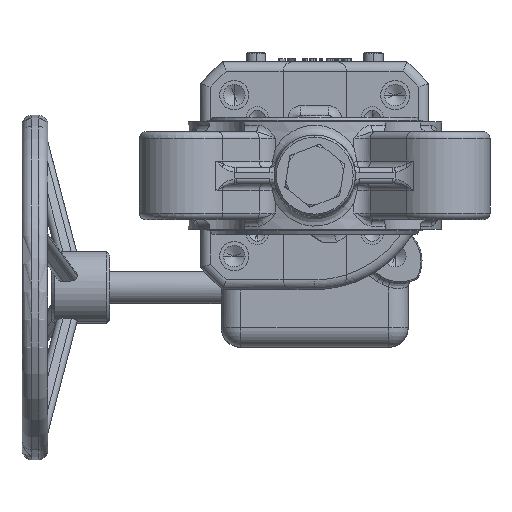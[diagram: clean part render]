
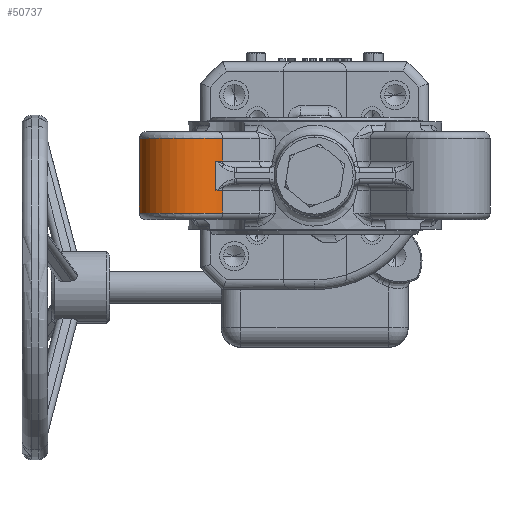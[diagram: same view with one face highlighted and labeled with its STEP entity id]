
A CAD part, front view. The second image highlights one B-rep face of the part: STEP entity #50737.
In plain terms, the highlighted cylindrical face has radius 15 mm (diameter 30 mm), a partial arc.
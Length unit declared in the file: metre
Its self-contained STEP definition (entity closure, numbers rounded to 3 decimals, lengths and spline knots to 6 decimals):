
#137 = CARTESIAN_POINT ( 'NONE',  ( -0.028284, -0.049497, 0.0115 ) ) ;
#1580 = AXIS2_PLACEMENT_3D ( 'NONE', #84866, #40467, #66971 ) ;
#2434 = AXIS2_PLACEMENT_3D ( 'NONE', #103797, #16220, #16776 ) ;
#3464 = DIRECTION ( 'NONE',  ( 0., 0., -1. ) ) ;
#6003 = VERTEX_POINT ( 'NONE', #6533 ) ;
#6533 = CARTESIAN_POINT ( 'NONE',  ( -0.0304, -0.051256, -0.0045 ) ) ;
#9691 = ORIENTED_EDGE ( 'NONE', *, *, #67172, .T. ) ;
#11600 = CARTESIAN_POINT ( 'NONE',  ( -0.038891, -0.038891, -0.0115 ) ) ;
#13904 = DIRECTION ( 'NONE',  ( 0., 0., -1. ) ) ;
#15904 = CIRCLE ( 'NONE', #50857, 0.015 ) ;
#16220 = DIRECTION ( 'NONE',  ( 0., 0., 1. ) ) ;
#16776 = DIRECTION ( 'NONE',  ( 1., 0., 0. ) ) ;
#19983 = EDGE_CURVE ( 'NONE', #95417, #36958, #74112, .T. ) ;
#20086 = VECTOR ( 'NONE', #3464, 1. ) ;
#21946 = CARTESIAN_POINT ( 'NONE',  ( -0.053891, -0.038891, -0.0115 ) ) ;
#22577 = VERTEX_POINT ( 'NONE', #21946 ) ;
#24736 = CARTESIAN_POINT ( 'NONE',  ( -0.053891, -0.038891, 0.0135 ) ) ;
#29980 = VECTOR ( 'NONE', #42602, 1. ) ;
#33841 = EDGE_CURVE ( 'NONE', #74883, #92723, #51206, .T. ) ;
#35077 = LINE ( 'NONE', #71964, #51093 ) ;
#36958 = VERTEX_POINT ( 'NONE', #85379 ) ;
#38427 = EDGE_CURVE ( 'NONE', #43679, #71494, #65594, .T. ) ;
#40467 = DIRECTION ( 'NONE',  ( 0., 0., -1. ) ) ;
#42602 = DIRECTION ( 'NONE',  ( 0., 0., -1. ) ) ;
#43363 = DIRECTION ( 'NONE',  ( -1., 0., 0. ) ) ;
#43676 = VECTOR ( 'NONE', #60844, 1. ) ;
#43679 = VERTEX_POINT ( 'NONE', #77561 ) ;
#43757 = DIRECTION ( 'NONE',  ( 0., 0., 1. ) ) ;
#43821 = CARTESIAN_POINT ( 'NONE',  ( -0.028284, -0.049497, -0.0115 ) ) ;
#44226 = EDGE_CURVE ( 'NONE', #43679, #6003, #63726, .T. ) ;
#45335 = AXIS2_PLACEMENT_3D ( 'NONE', #66878, #13904, #49059 ) ;
#49059 = DIRECTION ( 'NONE',  ( 1., 0., 0. ) ) ;
#49918 = ORIENTED_EDGE ( 'NONE', *, *, #102633, .T. ) ;
#50737 = ADVANCED_FACE ( 'NONE', ( #79124 ), #95251, .T. ) ;
#50857 = AXIS2_PLACEMENT_3D ( 'NONE', #11600, #98046, #53681 ) ;
#51093 = VECTOR ( 'NONE', #43757, 1. ) ;
#51206 = CIRCLE ( 'NONE', #1580, 0.015 ) ;
#53681 = DIRECTION ( 'NONE',  ( 1., 0., 0. ) ) ;
#54198 = ORIENTED_EDGE ( 'NONE', *, *, #44226, .T. ) ;
#55178 = ORIENTED_EDGE ( 'NONE', *, *, #33841, .T. ) ;
#60844 = DIRECTION ( 'NONE',  ( 0., 0., -1. ) ) ;
#61215 = DIRECTION ( 'NONE',  ( 0., 0., -1. ) ) ;
#61969 = LINE ( 'NONE', #95446, #43676 ) ;
#63726 = CIRCLE ( 'NONE', #45335, 0.015 ) ;
#64339 = CARTESIAN_POINT ( 'NONE',  ( -0.053891, -0.038891, 0.0115 ) ) ;
#65594 = LINE ( 'NONE', #66160, #20086 ) ;
#66160 = CARTESIAN_POINT ( 'NONE',  ( -0.028284, -0.049497, 0.0135 ) ) ;
#66878 = CARTESIAN_POINT ( 'NONE',  ( -0.038891, -0.038891, -0.0045 ) ) ;
#66971 = DIRECTION ( 'NONE',  ( 1., 0., 0. ) ) ;
#67172 = EDGE_CURVE ( 'NONE', #92723, #22577, #78367, .T. ) ;
#71494 = VERTEX_POINT ( 'NONE', #43821 ) ;
#71964 = CARTESIAN_POINT ( 'NONE',  ( -0.0304, -0.051256, 0.0135 ) ) ;
#72837 = ORIENTED_EDGE ( 'NONE', *, *, #104164, .F. ) ;
#74112 = CIRCLE ( 'NONE', #2434, 0.015 ) ;
#74883 = VERTEX_POINT ( 'NONE', #137 ) ;
#76786 = ORIENTED_EDGE ( 'NONE', *, *, #87465, .T. ) ;
#77561 = CARTESIAN_POINT ( 'NONE',  ( -0.028284, -0.049497, -0.0045 ) ) ;
#78367 = LINE ( 'NONE', #24736, #29980 ) ;
#79124 = FACE_OUTER_BOUND ( 'NONE', #93283, .T. ) ;
#84866 = CARTESIAN_POINT ( 'NONE',  ( -0.038891, -0.038891, 0.0115 ) ) ;
#85379 = CARTESIAN_POINT ( 'NONE',  ( -0.028284, -0.049497, 0.0045 ) ) ;
#86625 = CARTESIAN_POINT ( 'NONE',  ( -0.038891, -0.038891, 0.0135 ) ) ;
#87465 = EDGE_CURVE ( 'NONE', #6003, #95417, #35077, .T. ) ;
#92723 = VERTEX_POINT ( 'NONE', #64339 ) ;
#93283 = EDGE_LOOP ( 'NONE', ( #55178, #9691, #49918, #107233, #54198, #76786, #95746, #72837 ) ) ;
#95251 = CYLINDRICAL_SURFACE ( 'NONE', #108650, 0.015 ) ;
#95417 = VERTEX_POINT ( 'NONE', #96431 ) ;
#95446 = CARTESIAN_POINT ( 'NONE',  ( -0.028284, -0.049497, 0.0135 ) ) ;
#95746 = ORIENTED_EDGE ( 'NONE', *, *, #19983, .T. ) ;
#96431 = CARTESIAN_POINT ( 'NONE',  ( -0.0304, -0.051256, 0.0045 ) ) ;
#98046 = DIRECTION ( 'NONE',  ( 0., 0., 1. ) ) ;
#102633 = EDGE_CURVE ( 'NONE', #22577, #71494, #15904, .T. ) ;
#103797 = CARTESIAN_POINT ( 'NONE',  ( -0.038891, -0.038891, 0.0045 ) ) ;
#104164 = EDGE_CURVE ( 'NONE', #74883, #36958, #61969, .T. ) ;
#107233 = ORIENTED_EDGE ( 'NONE', *, *, #38427, .F. ) ;
#108650 = AXIS2_PLACEMENT_3D ( 'NONE', #86625, #61215, #43363 ) ;
